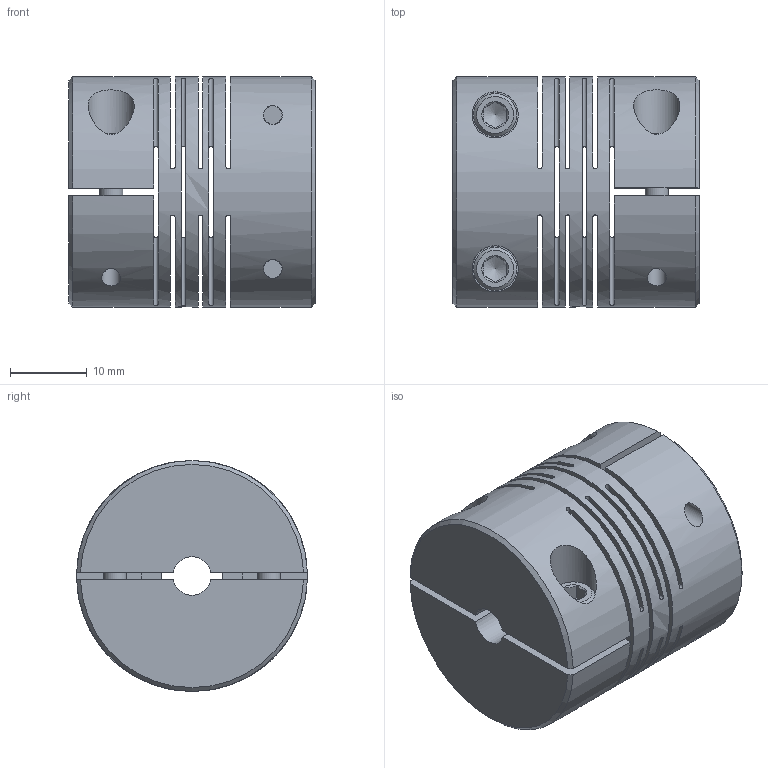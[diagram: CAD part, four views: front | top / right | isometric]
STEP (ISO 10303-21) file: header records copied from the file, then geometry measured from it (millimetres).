
FILE_DESCRIPTION(/* description */ (''),/* implementation_level */ '2;1');
FILE_NAME(/* name */ 'Flexible Coupling.step',/* time_stamp */ '2018-07-20T12:28:35+02:00',/* author */ ('boelle'),/* organization */ (''),/* preprocessor_version */ 'ST-DEVELOPER v17',/* originating_system */ 'Autodesk Translation Framework v7.1.0.215',/* authorisation */ '');
FILE_SCHEMA (('AUTOMOTIVE_DESIGN { 1 0 10303 214 3 1 1 }'));
Length unit declared in the file: millimetre
Products named in the file (3): Flexible Coupling; _Type1-8.5x12; _Type11
Assembly tree (5 placements, depth 2):
  Flexible Coupling
    _Type1-8.5x12
    _Type11  x4
Bounding box: 32 x 30 x 30 mm (x, y, z)
Volume: 17761.4 mm3; surface area: 13316.7 mm2
Topology: 5 solids, 5 shells, 166 faces, 444 edges, 290 vertices
Faces by surface type: plane 76, cylinder 50, cone 40
Full cylindrical faces by diameter (mm): 2.459 x4, 3 x4, 3.5 x4, 5.6 x4, 6 x4, 13.2 x1, 30 x1
Entity records: 4891 total; most frequent: CARTESIAN_POINT 1825, ORIENTED_EDGE 640, DIRECTION 601, EDGE_CURVE 320, AXIS2_PLACEMENT_3D 242, VERTEX_POINT 218, EDGE_LOOP 140, CIRCLE 127
